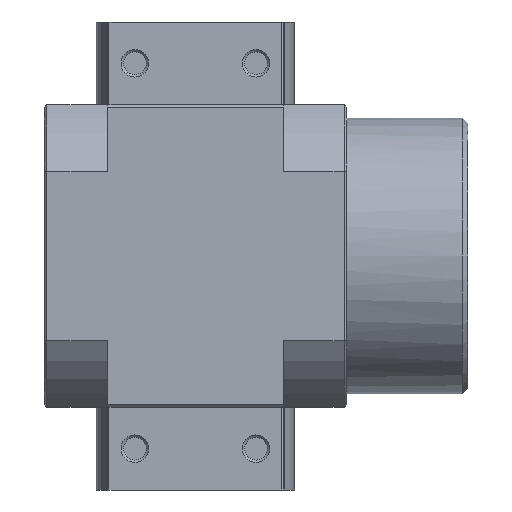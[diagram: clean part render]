
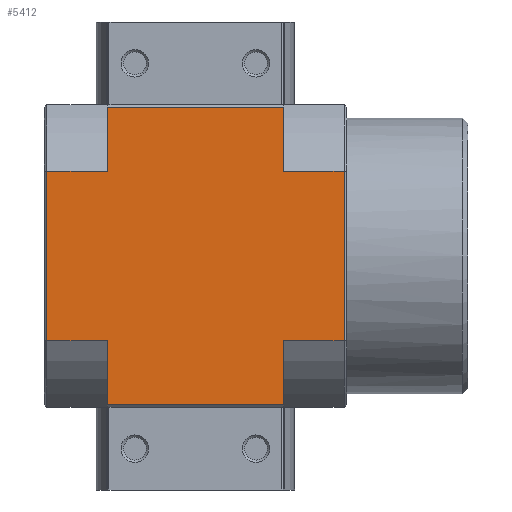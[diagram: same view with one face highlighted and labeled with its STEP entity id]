
A CAD part, left-side view. The second image highlights one B-rep face of the part: STEP entity #5412.
In plain terms, the highlighted face is planar.
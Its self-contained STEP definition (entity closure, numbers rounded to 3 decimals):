
#693=ORIENTED_EDGE('',*,*,#1956,.T.);
#694=ORIENTED_EDGE('',*,*,#1957,.F.);
#695=ORIENTED_EDGE('',*,*,#1958,.T.);
#696=ORIENTED_EDGE('',*,*,#1959,.F.);
#697=ORIENTED_EDGE('',*,*,#1960,.T.);
#698=ORIENTED_EDGE('',*,*,#1944,.F.);
#699=ORIENTED_EDGE('',*,*,#1961,.F.);
#700=ORIENTED_EDGE('',*,*,#1962,.T.);
#701=ORIENTED_EDGE('',*,*,#1963,.F.);
#702=ORIENTED_EDGE('',*,*,#1964,.T.);
#703=ORIENTED_EDGE('',*,*,#1965,.F.);
#704=ORIENTED_EDGE('',*,*,#1942,.T.);
#1942=EDGE_CURVE('',#2568,#2569,#2956,.T.);
#1944=EDGE_CURVE('',#2570,#2571,#2958,.T.);
#1956=EDGE_CURVE('',#2569,#2580,#2970,.T.);
#1957=EDGE_CURVE('',#2581,#2580,#2971,.T.);
#1958=EDGE_CURVE('',#2581,#2582,#2972,.T.);
#1959=EDGE_CURVE('',#2583,#2582,#2973,.F.);
#1960=EDGE_CURVE('',#2583,#2571,#2974,.T.);
#1961=EDGE_CURVE('',#2584,#2570,#2975,.T.);
#1962=EDGE_CURVE('',#2584,#2585,#2976,.F.);
#1963=EDGE_CURVE('',#2586,#2585,#2977,.T.);
#1964=EDGE_CURVE('',#2586,#2587,#2978,.T.);
#1965=EDGE_CURVE('',#2568,#2587,#2979,.T.);
#2568=VERTEX_POINT('',#8084);
#2569=VERTEX_POINT('',#8086);
#2570=VERTEX_POINT('',#8090);
#2571=VERTEX_POINT('',#8092);
#2580=VERTEX_POINT('',#8115);
#2581=VERTEX_POINT('',#8117);
#2582=VERTEX_POINT('',#8119);
#2583=VERTEX_POINT('',#8121);
#2584=VERTEX_POINT('',#8124);
#2585=VERTEX_POINT('',#8126);
#2586=VERTEX_POINT('',#8128);
#2587=VERTEX_POINT('',#8130);
#2956=LINE('',#8087,#3298);
#2958=LINE('',#8091,#3300);
#2970=LINE('',#8114,#3312);
#2971=LINE('',#8116,#3313);
#2972=LINE('',#8118,#3314);
#2973=LINE('',#8120,#3315);
#2974=LINE('',#8122,#3316);
#2975=LINE('',#8123,#3317);
#2976=LINE('',#8125,#3318);
#2977=LINE('',#8127,#3319);
#2978=LINE('',#8129,#3320);
#2979=LINE('',#8131,#3321);
#3298=VECTOR('',#6531,1000.);
#3300=VECTOR('',#6535,1000.);
#3312=VECTOR('',#6551,1000.);
#3313=VECTOR('',#6552,1000.);
#3314=VECTOR('',#6553,1000.);
#3315=VECTOR('',#6554,1000.);
#3316=VECTOR('',#6555,1000.);
#3317=VECTOR('',#6556,1000.);
#3318=VECTOR('',#6557,1000.);
#3319=VECTOR('',#6558,1000.);
#3320=VECTOR('',#6559,1000.);
#3321=VECTOR('',#6560,1000.);
#3596=EDGE_LOOP('',(#693,#694,#695,#696,#697,#698,#699,#700,#701,#702,#703,
#704));
#3992=FACE_BOUND('',#3596,.T.);
#4368=PLANE('',#5794);
#5412=ADVANCED_FACE('',(#3992),#4368,.F.);
#5794=AXIS2_PLACEMENT_3D('',#8113,#6549,#6550);
#6531=DIRECTION('',(0.,-1.,0.));
#6535=DIRECTION('',(0.,-1.,0.));
#6549=DIRECTION('',(0.,0.,1.));
#6550=DIRECTION('',(1.,0.,0.));
#6551=DIRECTION('',(-1.,0.,0.));
#6552=DIRECTION('',(0.,1.,0.));
#6553=DIRECTION('',(-1.,0.,0.));
#6554=DIRECTION('',(0.,1.,0.));
#6555=DIRECTION('',(-1.,0.,0.));
#6556=DIRECTION('',(-1.,0.,0.));
#6557=DIRECTION('',(0.,-1.,0.));
#6558=DIRECTION('',(-1.,0.,0.));
#6559=DIRECTION('',(0.,-1.,0.));
#6560=DIRECTION('',(-1.,0.,0.));
#8084=CARTESIAN_POINT('',(27.,16.,-27.5));
#8086=CARTESIAN_POINT('',(27.,-16.,-27.5));
#8087=CARTESIAN_POINT('',(27.,27.5,-27.5));
#8090=CARTESIAN_POINT('',(-27.,16.,-27.5));
#8091=CARTESIAN_POINT('',(-27.,27.5,-27.5));
#8092=CARTESIAN_POINT('',(-27.,-16.,-27.5));
#8113=CARTESIAN_POINT('',(27.,27.5,-27.5));
#8114=CARTESIAN_POINT('',(27.,-16.,-27.5));
#8115=CARTESIAN_POINT('',(15.362,-16.,-27.5));
#8116=CARTESIAN_POINT('',(15.362,-36.,-27.5));
#8117=CARTESIAN_POINT('',(15.362,-27.,-27.5));
#8118=CARTESIAN_POINT('',(20.,-27.,-27.5));
#8119=CARTESIAN_POINT('',(-15.362,-27.,-27.5));
#8120=CARTESIAN_POINT('',(-15.362,-36.,-27.5));
#8121=CARTESIAN_POINT('',(-15.362,-16.,-27.5));
#8122=CARTESIAN_POINT('',(27.,-16.,-27.5));
#8123=CARTESIAN_POINT('',(27.,16.,-27.5));
#8124=CARTESIAN_POINT('',(-15.362,16.,-27.5));
#8125=CARTESIAN_POINT('',(-15.362,36.,-27.5));
#8126=CARTESIAN_POINT('',(-15.362,27.,-27.5));
#8127=CARTESIAN_POINT('',(20.,27.,-27.5));
#8128=CARTESIAN_POINT('',(15.362,27.,-27.5));
#8129=CARTESIAN_POINT('',(15.362,36.,-27.5));
#8130=CARTESIAN_POINT('',(15.362,16.,-27.5));
#8131=CARTESIAN_POINT('',(27.,16.,-27.5));
